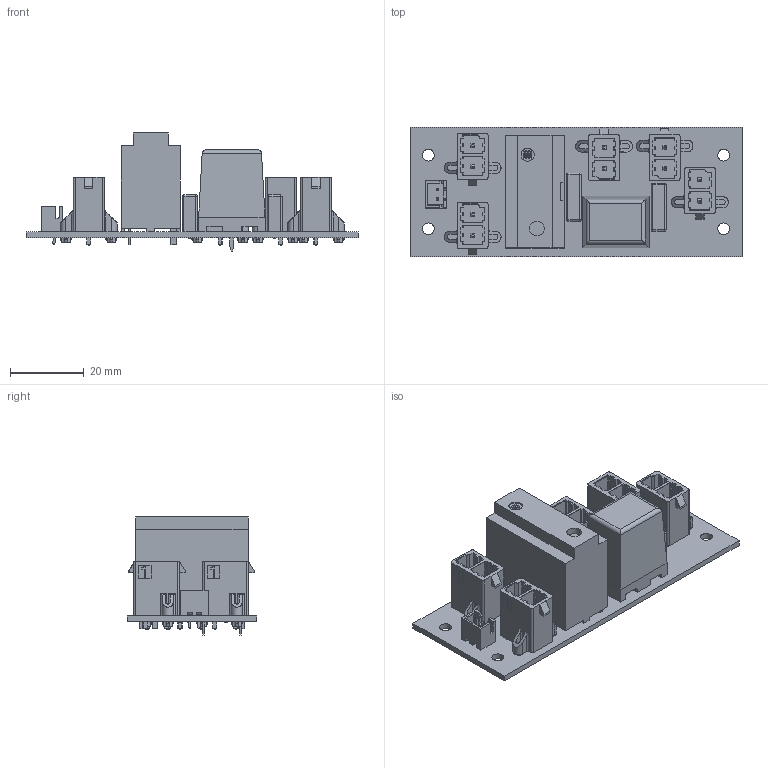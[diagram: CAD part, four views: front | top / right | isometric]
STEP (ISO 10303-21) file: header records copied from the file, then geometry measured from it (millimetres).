
FILE_DESCRIPTION(('FreeCAD Model'),'2;1');
FILE_NAME( 'model.step' ,'2018-12-03T19:39:45',('Author'),(''), 'Open CASCADE STEP processor 7.3','FreeCAD','Unknown');
FILE_SCHEMA(('AUTOMOTIVE_DESIGN { 1 0 10303 214 1 1 1 1 }'));
Length unit declared in the file: millimetre
Products named in the file (16): ac-slow-start; Board_Geoms; Pcb; PCB_Sketch; Step_Models; Top; J4_molex_megafit_1720650002_5C2129AE; J3_molex_megafit_1720650002_5C184531; J1_molex_megafit_1720650002_5C055A32; K1_G4A_1A_PE_5C211E9C; J2_JST_B02B_XH_A_5BFD6FE4; C1_C_Rect_L130mm_W40mm_P1000mm_FKS3_FKP3_MKS4_5C055B6D; TH1_EPCOS_TDK_PTC_J21X_5BFECCB3; J5_molex_megafit_1720650002_5C184591; J6_molex_megafit_1720650002_5C1845C1; C2_C_Rect_L130mm_W40mm_P1000mm_FKS3_FKP3_MKS4_5C04D3E9
Assembly tree (15 placements, depth 4):
  ac-slow-start
    Board_Geoms
      Pcb
      PCB_Sketch
    Step_Models
      Top
        J4_molex_megafit_1720650002_5C2129AE
        J3_molex_megafit_1720650002_5C184531
        J1_molex_megafit_1720650002_5C055A32
        K1_G4A_1A_PE_5C211E9C
        J2_JST_B02B_XH_A_5BFD6FE4
        C1_C_Rect_L130mm_W40mm_P1000mm_FKS3_FKP3_MKS4_5C055B6D
        TH1_EPCOS_TDK_PTC_J21X_5BFECCB3
        J5_molex_megafit_1720650002_5C184591
        J6_molex_megafit_1720650002_5C1845C1
        C2_C_Rect_L130mm_W40mm_P1000mm_FKS3_FKP3_MKS4_5C04D3E9
Bounding box: 90 x 35 x 32 mm (x, y, z)
Volume: 27782.5 mm3; surface area: 21545.3 mm2
Topology: 11 solids, 11 shells, 1466 faces, 4150 edges, 2761 vertices
Faces by surface type: plane 1006, cylinder 412, cone 40, sphere 8
Full cylindrical faces by diameter (mm): 0.7 x4, 1 x6, 1.3 x2, 1.8 x14, 3 x10, 3.2 x4
Entity records: 58692 total; most frequent: CARTESIAN_POINT 11185, ORIENTED_EDGE 8276, DIRECTION 7221, EDGE_CURVE 4138, LINE 2947, VECTOR 2947, VERTEX_POINT 2753, AXIS2_PLACEMENT_3D 2137
